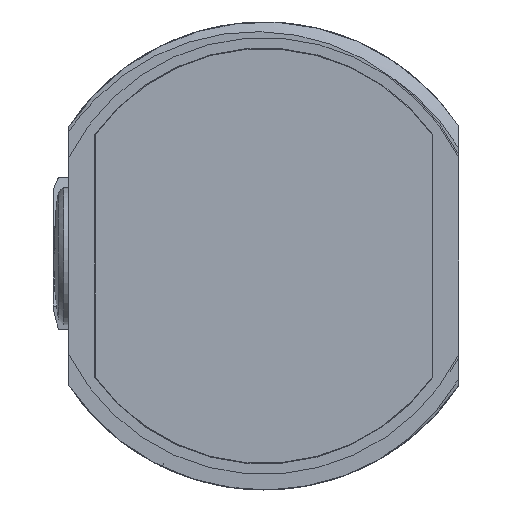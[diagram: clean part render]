
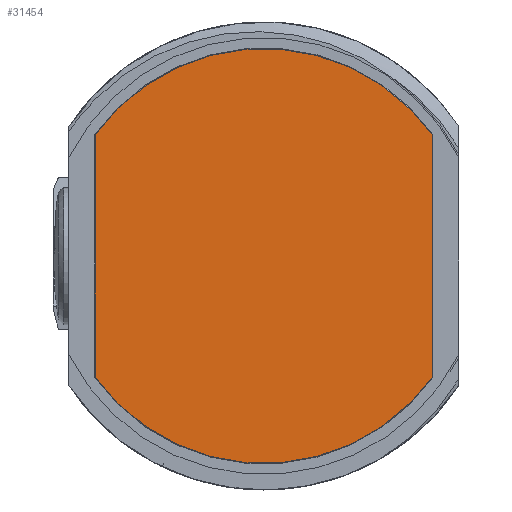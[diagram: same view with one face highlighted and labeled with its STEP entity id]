
A CAD part, left-side view. The second image highlights one B-rep face of the part: STEP entity #31454.
In plain terms, the highlighted planar face has unit normal (-1, 0, 0).
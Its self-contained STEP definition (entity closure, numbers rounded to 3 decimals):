
#15042=CARTESIAN_POINT('',(-23.91,0.,0.));
#15043=DIRECTION('',(1.,0.,0.));
#15044=DIRECTION('',(0.,0.812,0.584));
#15045=AXIS2_PLACEMENT_3D('',#15042,#15043,#15044);
#15047=DIRECTION('',(0.,0.,-1.));
#15048=VECTOR('',#15047,9.311);
#15049=CARTESIAN_POINT('',(-23.91,-6.475,4.656));
#15050=LINE('',#15049,#15048);
#15051=CARTESIAN_POINT('',(-23.91,0.,0.));
#15052=DIRECTION('',(1.,0.,0.));
#15053=DIRECTION('',(0.,-0.812,-0.584));
#15054=AXIS2_PLACEMENT_3D('',#15051,#15052,#15053);
#15056=DIRECTION('',(0.,0.,1.));
#15057=VECTOR('',#15056,9.311);
#15058=CARTESIAN_POINT('',(-23.91,6.475,-4.656));
#15059=LINE('',#15058,#15057);
#16022=CARTESIAN_POINT('',(-23.91,6.475,4.656));
#16023=CARTESIAN_POINT('',(-23.91,-6.475,4.656));
#16024=VERTEX_POINT('',#16022);
#16025=VERTEX_POINT('',#16023);
#16026=CARTESIAN_POINT('',(-23.91,-6.475,-4.656));
#16027=VERTEX_POINT('',#16026);
#16028=CARTESIAN_POINT('',(-23.91,6.475,-4.656));
#16029=VERTEX_POINT('',#16028);
#31440=CARTESIAN_POINT('',(-23.91,0.,0.));
#31441=DIRECTION('',(1.,0.,0.));
#31442=DIRECTION('',(0.,0.,-1.));
#31443=AXIS2_PLACEMENT_3D('',#31440,#31441,#31442);
#31444=PLANE('',#31443);
#31445=ORIENTED_EDGE('',*,*,#31430,.T.);
#31447=ORIENTED_EDGE('',*,*,#31446,.T.);
#31449=ORIENTED_EDGE('',*,*,#31448,.T.);
#31451=ORIENTED_EDGE('',*,*,#31450,.T.);
#31452=EDGE_LOOP('',(#31445,#31447,#31449,#31451));
#31453=FACE_OUTER_BOUND('',#31452,.F.);
#31454=ADVANCED_FACE('',(#31453),#31444,.F.);
#15046=CIRCLE('',#15045,7.975);
#15055=CIRCLE('',#15054,7.975);
#31430=EDGE_CURVE('',#16024,#16025,#15046,.T.);
#31446=EDGE_CURVE('',#16025,#16027,#15050,.T.);
#31448=EDGE_CURVE('',#16027,#16029,#15055,.T.);
#31450=EDGE_CURVE('',#16029,#16024,#15059,.T.);
